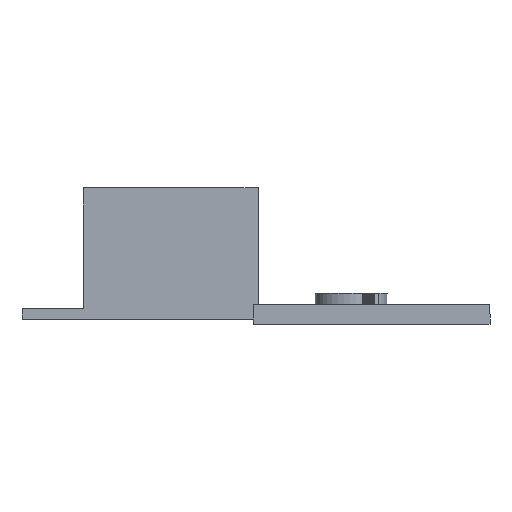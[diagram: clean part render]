
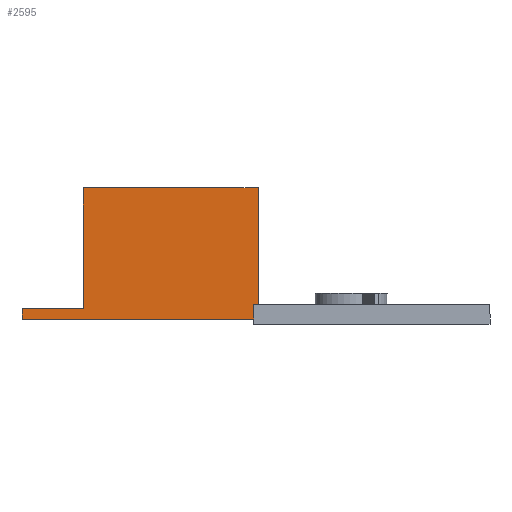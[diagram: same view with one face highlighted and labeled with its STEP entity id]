
A CAD part, left-side view. The second image highlights one B-rep face of the part: STEP entity #2595.
In plain terms, the highlighted planar face has unit normal (-1, 0, 0).
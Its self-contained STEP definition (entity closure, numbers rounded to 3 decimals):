
#387=FACE_OUTER_BOUND('',#538,.T.);
#538=EDGE_LOOP('',(#2220,#2221,#2222,#2223,#2224,#2225));
#718=LINE('',#9158,#924);
#736=LINE('',#9274,#942);
#739=LINE('',#9280,#945);
#740=LINE('',#9282,#946);
#741=LINE('',#9284,#947);
#742=LINE('',#9285,#948);
#924=VECTOR('',#3305,10.);
#942=VECTOR('',#3347,10.);
#945=VECTOR('',#3352,10.);
#946=VECTOR('',#3353,10.);
#947=VECTOR('',#3354,10.);
#948=VECTOR('',#3355,10.);
#1182=VERTEX_POINT('',#9154);
#1184=VERTEX_POINT('',#9157);
#1214=VERTEX_POINT('',#9273);
#1216=VERTEX_POINT('',#9279);
#1217=VERTEX_POINT('',#9281);
#1218=VERTEX_POINT('',#9283);
#1530=EDGE_CURVE('',#1184,#1182,#718,.T.);
#1561=EDGE_CURVE('',#1214,#1184,#736,.F.);
#1564=EDGE_CURVE('',#1216,#1182,#739,.T.);
#1565=EDGE_CURVE('',#1217,#1216,#740,.T.);
#1566=EDGE_CURVE('',#1218,#1217,#741,.T.);
#1567=EDGE_CURVE('',#1218,#1214,#742,.T.);
#2220=ORIENTED_EDGE('',*,*,#1530,.T.);
#2221=ORIENTED_EDGE('',*,*,#1564,.F.);
#2222=ORIENTED_EDGE('',*,*,#1565,.F.);
#2223=ORIENTED_EDGE('',*,*,#1566,.F.);
#2224=ORIENTED_EDGE('',*,*,#1567,.T.);
#2225=ORIENTED_EDGE('',*,*,#1561,.T.);
#2474=PLANE('',#2804);
#2595=ADVANCED_FACE('',(#387),#2474,.T.);
#2804=AXIS2_PLACEMENT_3D('',#9278,#3350,#3351);
#3305=DIRECTION('',(0.,-1.,0.));
#3347=DIRECTION('',(0.,0.,1.));
#3350=DIRECTION('center_axis',(-1.,0.,0.));
#3351=DIRECTION('ref_axis',(0.,-1.,0.));
#3352=DIRECTION('',(0.,0.,-1.));
#3353=DIRECTION('',(0.,-1.,0.));
#3354=DIRECTION('',(0.,0.,1.));
#3355=DIRECTION('',(0.,1.,0.));
#9154=CARTESIAN_POINT('',(-11.1,-20.,-7.19));
#9157=CARTESIAN_POINT('',(-11.1,28.85,-7.19));
#9158=CARTESIAN_POINT('',(-11.1,0.575,-7.19));
#9273=CARTESIAN_POINT('',(-11.1,28.85,-5.));
#9274=CARTESIAN_POINT('',(-11.1,28.85,0.));
#9278=CARTESIAN_POINT('Origin',(-11.1,21.15,0.));
#9279=CARTESIAN_POINT('',(-11.1,-20.,20.));
#9280=CARTESIAN_POINT('',(-11.1,-20.,0.));
#9281=CARTESIAN_POINT('',(-11.1,16.15,20.));
#9282=CARTESIAN_POINT('',(-11.1,21.15,20.));
#9283=CARTESIAN_POINT('',(-11.1,16.15,-5.));
#9284=CARTESIAN_POINT('',(-11.1,16.15,0.));
#9285=CARTESIAN_POINT('',(-11.1,15.,-5.));
